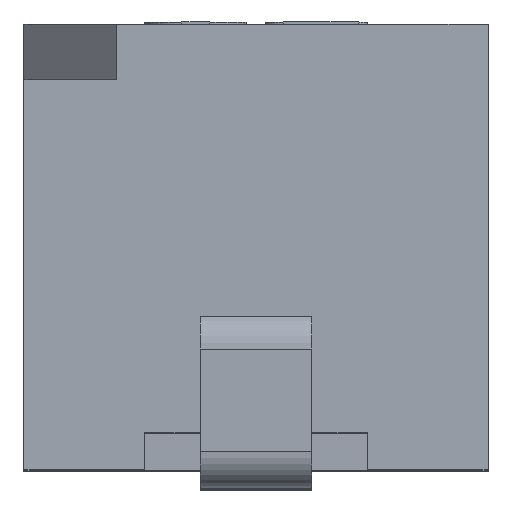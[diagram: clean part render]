
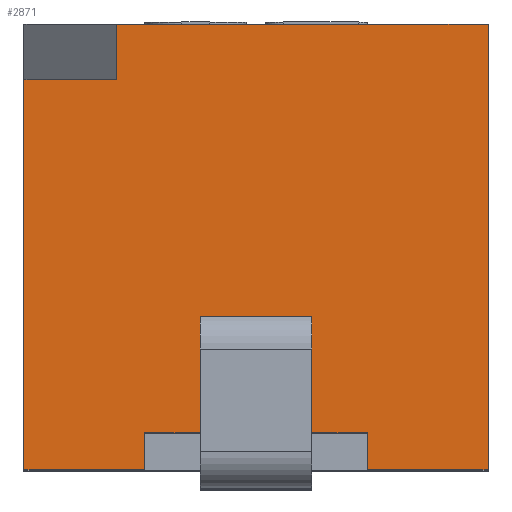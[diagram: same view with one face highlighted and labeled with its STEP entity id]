
A CAD part, top view. The second image highlights one B-rep face of the part: STEP entity #2871.
In plain terms, the highlighted planar face has unit normal (0, 0, 1).
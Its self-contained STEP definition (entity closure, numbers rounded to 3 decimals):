
#3 = CARTESIAN_POINT ( 'NONE',  ( 0.6, 0.2, 2.7 ) ) ;
#53 = VECTOR ( 'NONE', #3303, 1000. ) ;
#120 = EDGE_CURVE ( 'NONE', #504, #2905, #1976, .T. ) ;
#129 = LINE ( 'NONE', #1063, #2696 ) ;
#133 = EDGE_CURVE ( 'NONE', #234, #1606, #3949, .T. ) ;
#159 = LINE ( 'NONE', #2027, #53 ) ;
#206 = EDGE_CURVE ( 'NONE', #3534, #551, #3038, .T. ) ;
#215 = ORIENTED_EDGE ( 'NONE', *, *, #3192, .T. ) ;
#234 = VERTEX_POINT ( 'NONE', #3102 ) ;
#242 = VECTOR ( 'NONE', #1736, 1000. ) ;
#247 = VECTOR ( 'NONE', #1673, 1000. ) ;
#316 = ORIENTED_EDGE ( 'NONE', *, *, #1070, .F. ) ;
#327 = CARTESIAN_POINT ( 'NONE',  ( 0.3, 2.4, 2.7 ) ) ;
#346 = CARTESIAN_POINT ( 'NONE',  ( 1.25, 2.4, 2.7 ) ) ;
#386 = ORIENTED_EDGE ( 'NONE', *, *, #206, .F. ) ;
#504 = VERTEX_POINT ( 'NONE', #2436 ) ;
#511 = CARTESIAN_POINT ( 'NONE',  ( -0.75, 2.4, 2.7 ) ) ;
#551 = VERTEX_POINT ( 'NONE', #984 ) ;
#567 = LINE ( 'NONE', #1836, #1500 ) ;
#577 = FACE_OUTER_BOUND ( 'NONE', #841, .T. ) ;
#592 = LINE ( 'NONE', #3741, #4009 ) ;
#646 = VERTEX_POINT ( 'NONE', #1969 ) ;
#739 = LINE ( 'NONE', #756, #1096 ) ;
#753 = DIRECTION ( 'NONE',  ( -1., 0., 0. ) ) ;
#756 = CARTESIAN_POINT ( 'NONE',  ( -0.3, 2.4, 2.7 ) ) ;
#767 = ORIENTED_EDGE ( 'NONE', *, *, #3635, .T. ) ;
#780 = LINE ( 'NONE', #1142, #2220 ) ;
#833 = VERTEX_POINT ( 'NONE', #511 ) ;
#841 = EDGE_LOOP ( 'NONE', ( #2062, #215, #915, #3735, #2113, #3564, #3887, #1094, #386, #767, #1590, #316, #3454, #3077 ) ) ;
#902 = VERTEX_POINT ( 'NONE', #3161 ) ;
#915 = ORIENTED_EDGE ( 'NONE', *, *, #2855, .T. ) ;
#918 = DIRECTION ( 'NONE',  ( 1., 0., 0. ) ) ;
#984 = CARTESIAN_POINT ( 'NONE',  ( -0.75, 2.1, 2.7 ) ) ;
#1030 = DIRECTION ( 'NONE',  ( 1., 0., 0. ) ) ;
#1063 = CARTESIAN_POINT ( 'NONE',  ( 0.3, 0.823, 2.7 ) ) ;
#1070 = EDGE_CURVE ( 'NONE', #3382, #1606, #3653, .T. ) ;
#1094 = ORIENTED_EDGE ( 'NONE', *, *, #3369, .F. ) ;
#1096 = VECTOR ( 'NONE', #2930, 1000. ) ;
#1142 = CARTESIAN_POINT ( 'NONE',  ( -0.75, 2.1, 2.7 ) ) ;
#1192 = DIRECTION ( 'NONE',  ( 0., -1., 0. ) ) ;
#1307 = EDGE_CURVE ( 'NONE', #2869, #504, #2263, .T. ) ;
#1322 = CARTESIAN_POINT ( 'NONE',  ( -1.25, 2.1, 2.7 ) ) ;
#1358 = CARTESIAN_POINT ( 'NONE',  ( -0.6, 0., 2.7 ) ) ;
#1392 = CARTESIAN_POINT ( 'NONE',  ( 0.6, 0.2, 2.7 ) ) ;
#1481 = EDGE_CURVE ( 'NONE', #833, #2886, #592, .T. ) ;
#1500 = VECTOR ( 'NONE', #2882, 1000. ) ;
#1502 = AXIS2_PLACEMENT_3D ( 'NONE', #1860, #3768, #2200 ) ;
#1510 = EDGE_CURVE ( 'NONE', #3382, #3318, #1547, .T. ) ;
#1547 = LINE ( 'NONE', #3766, #3740 ) ;
#1558 = VECTOR ( 'NONE', #2981, 1000. ) ;
#1582 = EDGE_CURVE ( 'NONE', #902, #3318, #739, .T. ) ;
#1590 = ORIENTED_EDGE ( 'NONE', *, *, #133, .T. ) ;
#1606 = VERTEX_POINT ( 'NONE', #1358 ) ;
#1673 = DIRECTION ( 'NONE',  ( 0., -1., 0. ) ) ;
#1736 = DIRECTION ( 'NONE',  ( 1., 0., 0. ) ) ;
#1836 = CARTESIAN_POINT ( 'NONE',  ( 1.25, 2.4, 2.7 ) ) ;
#1860 = CARTESIAN_POINT ( 'NONE',  ( -1.25, 2.4, 2.7 ) ) ;
#1876 = DIRECTION ( 'NONE',  ( 1., 0., 0. ) ) ;
#1902 = PLANE ( 'NONE',  #1502 ) ;
#1912 = EDGE_CURVE ( 'NONE', #2886, #2905, #567, .T. ) ;
#1969 = CARTESIAN_POINT ( 'NONE',  ( 0.3, 0.2, 2.7 ) ) ;
#1976 = LINE ( 'NONE', #3620, #242 ) ;
#2001 = VECTOR ( 'NONE', #1876, 1000. ) ;
#2027 = CARTESIAN_POINT ( 'NONE',  ( -1.25, 2.4, 2.7 ) ) ;
#2062 = ORIENTED_EDGE ( 'NONE', *, *, #3259, .F. ) ;
#2113 = ORIENTED_EDGE ( 'NONE', *, *, #120, .T. ) ;
#2137 = CARTESIAN_POINT ( 'NONE',  ( -1.25, 2.1, 2.7 ) ) ;
#2200 = DIRECTION ( 'NONE',  ( 0., -1., 0. ) ) ;
#2216 = VECTOR ( 'NONE', #1192, 1000. ) ;
#2220 = VECTOR ( 'NONE', #2437, 1000. ) ;
#2224 = DIRECTION ( 'NONE',  ( 1., 0., 0. ) ) ;
#2263 = LINE ( 'NONE', #1392, #247 ) ;
#2436 = CARTESIAN_POINT ( 'NONE',  ( 0.6, 0., 2.7 ) ) ;
#2437 = DIRECTION ( 'NONE',  ( 0., 1., 0. ) ) ;
#2485 = CARTESIAN_POINT ( 'NONE',  ( -0.6, 0.2, 2.7 ) ) ;
#2658 = CARTESIAN_POINT ( 'NONE',  ( -0.6, 0.2, 2.7 ) ) ;
#2696 = VECTOR ( 'NONE', #753, 1000. ) ;
#2728 = CARTESIAN_POINT ( 'NONE',  ( -0.3, 0.2, 2.7 ) ) ;
#2833 = LINE ( 'NONE', #2485, #2001 ) ;
#2855 = EDGE_CURVE ( 'NONE', #646, #2869, #2833, .T. ) ;
#2869 = VERTEX_POINT ( 'NONE', #3 ) ;
#2871 = ADVANCED_FACE ( 'NONE', ( #577 ), #1902, .F. ) ;
#2882 = DIRECTION ( 'NONE',  ( 0., -1., 0. ) ) ;
#2886 = VERTEX_POINT ( 'NONE', #346 ) ;
#2905 = VERTEX_POINT ( 'NONE', #3862 ) ;
#2930 = DIRECTION ( 'NONE',  ( 0., -1., 0. ) ) ;
#2981 = DIRECTION ( 'NONE',  ( 0., -1., 0. ) ) ;
#2987 = CARTESIAN_POINT ( 'NONE',  ( -1.25, 0., 2.7 ) ) ;
#3038 = LINE ( 'NONE', #2137, #4058 ) ;
#3077 = ORIENTED_EDGE ( 'NONE', *, *, #1582, .F. ) ;
#3079 = VECTOR ( 'NONE', #1030, 1000. ) ;
#3102 = CARTESIAN_POINT ( 'NONE',  ( -1.25, 0., 2.7 ) ) ;
#3161 = CARTESIAN_POINT ( 'NONE',  ( -0.3, 0.823, 2.7 ) ) ;
#3192 = EDGE_CURVE ( 'NONE', #3641, #646, #4039, .T. ) ;
#3252 = CARTESIAN_POINT ( 'NONE',  ( 0.3, 0.823, 2.7 ) ) ;
#3259 = EDGE_CURVE ( 'NONE', #3641, #902, #129, .T. ) ;
#3303 = DIRECTION ( 'NONE',  ( 0., -1., 0. ) ) ;
#3318 = VERTEX_POINT ( 'NONE', #2728 ) ;
#3348 = CARTESIAN_POINT ( 'NONE',  ( -0.6, 0.2, 2.7 ) ) ;
#3369 = EDGE_CURVE ( 'NONE', #551, #833, #780, .T. ) ;
#3382 = VERTEX_POINT ( 'NONE', #2658 ) ;
#3454 = ORIENTED_EDGE ( 'NONE', *, *, #1510, .T. ) ;
#3534 = VERTEX_POINT ( 'NONE', #1322 ) ;
#3564 = ORIENTED_EDGE ( 'NONE', *, *, #1912, .F. ) ;
#3620 = CARTESIAN_POINT ( 'NONE',  ( -1.25, 0., 2.7 ) ) ;
#3635 = EDGE_CURVE ( 'NONE', #3534, #234, #159, .T. ) ;
#3641 = VERTEX_POINT ( 'NONE', #3252 ) ;
#3653 = LINE ( 'NONE', #3348, #1558 ) ;
#3735 = ORIENTED_EDGE ( 'NONE', *, *, #1307, .T. ) ;
#3740 = VECTOR ( 'NONE', #2224, 1000. ) ;
#3741 = CARTESIAN_POINT ( 'NONE',  ( -1.25, 2.4, 2.7 ) ) ;
#3766 = CARTESIAN_POINT ( 'NONE',  ( -0.6, 0.2, 2.7 ) ) ;
#3768 = DIRECTION ( 'NONE',  ( 0., 0., -1. ) ) ;
#3862 = CARTESIAN_POINT ( 'NONE',  ( 1.25, 0., 2.7 ) ) ;
#3887 = ORIENTED_EDGE ( 'NONE', *, *, #1481, .F. ) ;
#3949 = LINE ( 'NONE', #2987, #3079 ) ;
#3988 = DIRECTION ( 'NONE',  ( 1., 0., 0. ) ) ;
#4009 = VECTOR ( 'NONE', #918, 1000. ) ;
#4039 = LINE ( 'NONE', #327, #2216 ) ;
#4058 = VECTOR ( 'NONE', #3988, 1000. ) ;
